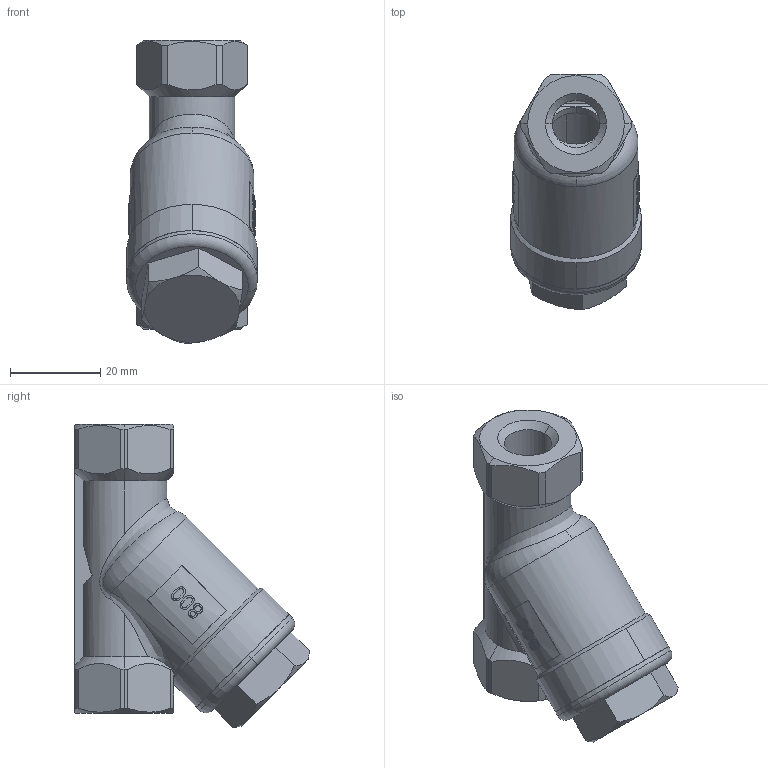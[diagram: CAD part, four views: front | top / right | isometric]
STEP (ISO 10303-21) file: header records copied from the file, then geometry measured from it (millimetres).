
FILE_DESCRIPTION (( 'STEP AP203' ), '1' );
FILE_NAME ('MV-41B-000 DN6.STEP', '2023-02-11T01:59:48', ( '' ), ( '' ), 'SwSTEP 2.0', 'SolidWorks 2012', '' );
FILE_SCHEMA (( 'CONFIG_CONTROL_DESIGN' ));
Length unit declared in the file: millimetre
Products named in the file (5): MV-41B DN6 JOINT GASKET; MV-41B-000 DN6; 薦厙; MV-41B DN6 CAP; MV-41B DN6 BODY
Assembly tree (4 placements, depth 2):
  MV-41B-000 DN6
    MV-41B DN6 BODY
    MV-41B DN6 CAP
    MV-41B DN6 JOINT GASKET
    薦厙
Bounding box: 29 x 52.09 x 67.19 mm (x, y, z)
Volume: 28180.2 mm3; surface area: 18648.6 mm2
Topology: 4 solids, 4 shells, 407 faces, 1098 edges, 725 vertices
Faces by surface type: bspline 195, plane 105, cylinder 78, cone 25, torus 4
Entity records: 37475 total; most frequent: CARTESIAN_POINT 28060, ORIENTED_EDGE 2196, DIRECTION 1147, EDGE_CURVE 1098, VERTEX_POINT 725, B_SPLINE_CURVE_WITH_KNOTS 560, EDGE_LOOP 547, FACE_OUTER_BOUND 407
